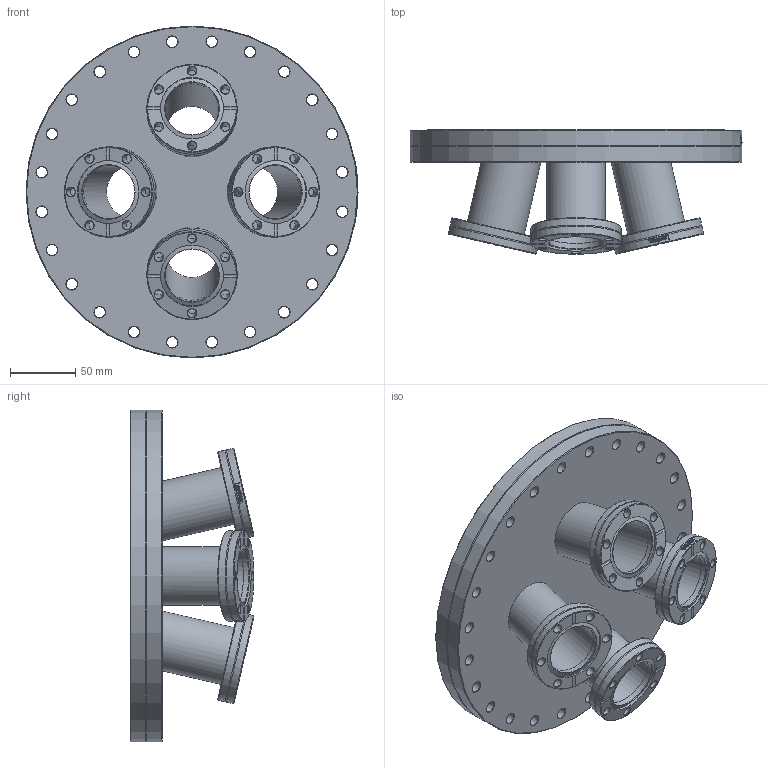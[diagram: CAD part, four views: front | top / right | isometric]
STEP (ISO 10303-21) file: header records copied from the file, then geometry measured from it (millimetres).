
FILE_DESCRIPTION(/* description */ (''),/* implementation_level */ '2;1');
FILE_NAME(/* name */ 'FL-CL200_4X40CF.stp',/* time_stamp */ '2018-03-05T15:52:29+00:00',/* author */ ('paul'),/* organization */ (''),/* preprocessor_version */ 'ST-DEVELOPER v17',/* originating_system */ 'Autodesk Inventor 2018',/* authorisation */ '');
FILE_SCHEMA (('AUTOMOTIVE_DESIGN { 1 0 10303 214 3 1 1 }'));
Length unit declared in the file: millimetre
Products named in the file (4): FL-CL200_4X40CF; FL-200CF bored for four tubes; tube for three 13 degrees; FL-40CF-45
Assembly tree (9 placements, depth 2):
  FL-CL200_4X40CF
    FL-200CF bored for four tubes
    tube for three 13 degrees  x4
    FL-40CF-45  x4
Bounding box: 254 x 94.85 x 254 mm (x, y, z)
Volume: 1192057.3 mm3; surface area: 269140 mm2
Topology: 9 solids, 9 shells, 706 faces, 1942 edges, 1293 vertices
Faces by surface type: plane 230, bspline 217, cylinder 133, cone 121, torus 5
Full cylindrical faces by diameter (mm): 6.7 x24, 8.4 x24, 41.3 x8, 44.5 x8, 44.7 x4, 48.26 x4, 69.1 x8, 222.2 x1, 254 x2
Entity records: 24469 total; most frequent: CARTESIAN_POINT 16589, ORIENTED_EDGE 1730, DIRECTION 1395, EDGE_CURVE 865, VERTEX_POINT 573, AXIS2_PLACEMENT_3D 536, EDGE_LOOP 400, LINE 323
